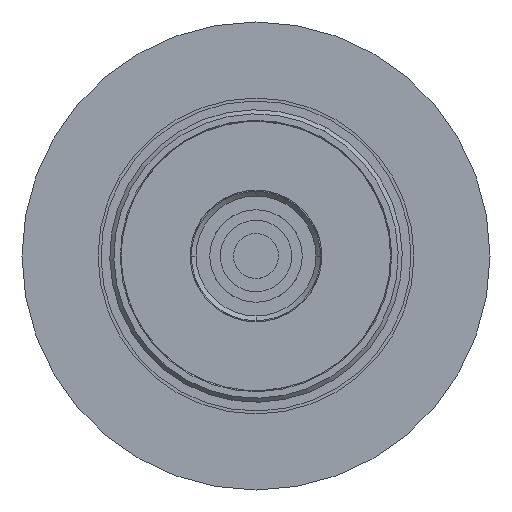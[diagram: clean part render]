
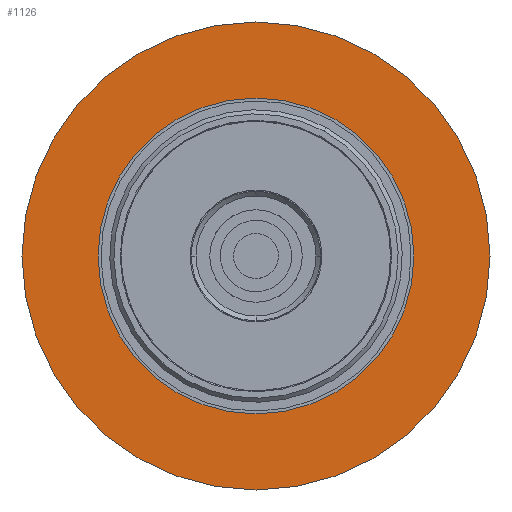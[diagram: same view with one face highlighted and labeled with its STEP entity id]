
A CAD part, front view. The second image highlights one B-rep face of the part: STEP entity #1126.
In plain terms, the highlighted planar face has unit normal (0, -1, 0).
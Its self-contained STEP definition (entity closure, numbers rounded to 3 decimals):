
#1060=CARTESIAN_POINT('Vertex',(-27.,-13.,120.)) ;
#1063=CARTESIAN_POINT('Axis2P3D Location',(0.,-13.,120.)) ;
#1067=CARTESIAN_POINT('Vertex',(27.,-13.,120.)) ;
#1087=CARTESIAN_POINT('Axis2P3D Location',(0.,-13.,120.)) ;
#1099=CARTESIAN_POINT('Axis2P3D Location',(0.,-13.,120.)) ;
#1104=CARTESIAN_POINT('Axis2P3D Location',(0.,-13.,120.)) ;
#1108=CARTESIAN_POINT('Vertex',(40.,-13.,120.)) ;
#1110=CARTESIAN_POINT('Vertex',(-40.,-13.,120.)) ;
#1113=CARTESIAN_POINT('Axis2P3D Location',(0.,-13.,120.)) ;
#1064=DIRECTION('Axis2P3D Direction',(0.,1.,-0.)) ;
#1088=DIRECTION('Axis2P3D Direction',(0.,1.,-0.)) ;
#1100=DIRECTION('Axis2P3D Direction',(0.,1.,-0.)) ;
#1101=DIRECTION('Axis2P3D XDirection',(-1.,0.,0.)) ;
#1105=DIRECTION('Axis2P3D Direction',(0.,1.,-0.)) ;
#1114=DIRECTION('Axis2P3D Direction',(0.,1.,-0.)) ;
#1065=AXIS2_PLACEMENT_3D('Circle Axis2P3D',#1063,#1064,$) ;
#1089=AXIS2_PLACEMENT_3D('Circle Axis2P3D',#1087,#1088,$) ;
#1102=AXIS2_PLACEMENT_3D('Plane Axis2P3D',#1099,#1100,#1101) ;
#1106=AXIS2_PLACEMENT_3D('Circle Axis2P3D',#1104,#1105,$) ;
#1115=AXIS2_PLACEMENT_3D('Circle Axis2P3D',#1113,#1114,$) ;
#1066=CIRCLE('generated circle',#1065,27.) ;
#1090=CIRCLE('generated circle',#1089,27.) ;
#1107=CIRCLE('generated circle',#1106,40.) ;
#1116=CIRCLE('generated circle',#1115,40.) ;
#1103=PLANE('',#1102) ;
#1125=FACE_BOUND('',#1122,.T.) ;
#1069=EDGE_CURVE('',#1068,#1061,#1066,.T.) ;
#1091=EDGE_CURVE('',#1061,#1068,#1090,.T.) ;
#1112=EDGE_CURVE('',#1109,#1111,#1107,.T.) ;
#1117=EDGE_CURVE('',#1111,#1109,#1116,.T.) ;
#1119=ORIENTED_EDGE('',*,*,#1112,.F.) ;
#1120=ORIENTED_EDGE('',*,*,#1117,.F.) ;
#1123=ORIENTED_EDGE('',*,*,#1091,.T.) ;
#1124=ORIENTED_EDGE('',*,*,#1069,.T.) ;
#1118=EDGE_LOOP('',(#1119,#1120)) ;
#1122=EDGE_LOOP('',(#1123,#1124)) ;
#1061=VERTEX_POINT('',#1060) ;
#1068=VERTEX_POINT('',#1067) ;
#1109=VERTEX_POINT('',#1108) ;
#1111=VERTEX_POINT('',#1110) ;
#1126=ADVANCED_FACE('PR.0488.11_AllCATPart.1\\P47014.1\\PartBody',(#1121,#1125),#1103,.F.) ;
#1121=FACE_OUTER_BOUND('',#1118,.T.) ;
